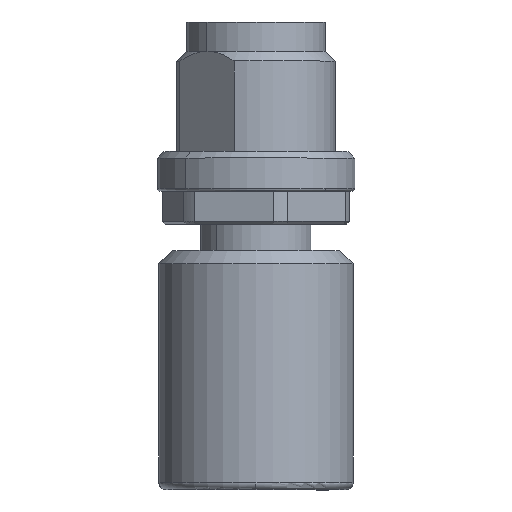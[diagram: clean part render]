
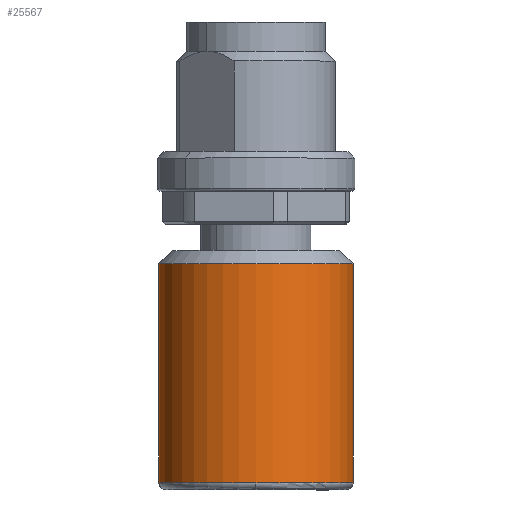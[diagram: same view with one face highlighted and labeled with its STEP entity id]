
A CAD part, top view. The second image highlights one B-rep face of the part: STEP entity #25567.
In plain terms, the highlighted cylindrical face has radius 7.35 mm (diameter 14.7 mm), a partial arc.
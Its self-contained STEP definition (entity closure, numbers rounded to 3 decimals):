
#596 = VERTEX_POINT ( 'NONE', #24786 ) ;
#648 = CARTESIAN_POINT ( 'NONE',  ( 0., 17.1, 47.1 ) ) ;
#877 = CIRCLE ( 'NONE', #11670, 7.35 ) ;
#1371 = DIRECTION ( 'NONE',  ( 0., -1., 0. ) ) ;
#1816 = AXIS2_PLACEMENT_3D ( 'NONE', #13023, #26491, #1884 ) ;
#1884 = DIRECTION ( 'NONE',  ( -1., 0., 0. ) ) ;
#2338 = ORIENTED_EDGE ( 'NONE', *, *, #27315, .F. ) ;
#2914 = EDGE_LOOP ( 'NONE', ( #2338, #6431, #23039, #8529, #24344 ) ) ;
#3475 = CIRCLE ( 'NONE', #24042, 7.35 ) ;
#4987 = LINE ( 'NONE', #27119, #16232 ) ;
#5184 = DIRECTION ( 'NONE',  ( 1., 0., 0. ) ) ;
#6431 = ORIENTED_EDGE ( 'NONE', *, *, #19244, .F. ) ;
#8529 = ORIENTED_EDGE ( 'NONE', *, *, #27757, .F. ) ;
#8770 = FACE_OUTER_BOUND ( 'NONE', #2914, .T. ) ;
#8900 = LINE ( 'NONE', #13455, #25492 ) ;
#9554 = CARTESIAN_POINT ( 'NONE',  ( -7.35, 17.1, 47.1 ) ) ;
#9697 = AXIS2_PLACEMENT_3D ( 'NONE', #27087, #15965, #24900 ) ;
#10012 = VERTEX_POINT ( 'NONE', #23937 ) ;
#10196 = VERTEX_POINT ( 'NONE', #9554 ) ;
#10429 = VERTEX_POINT ( 'NONE', #18783 ) ;
#11670 = AXIS2_PLACEMENT_3D ( 'NONE', #648, #25541, #5184 ) ;
#11751 = DIRECTION ( 'NONE',  ( 0., -1., 0. ) ) ;
#12511 = DIRECTION ( 'NONE',  ( 0., 0., 1. ) ) ;
#13023 = CARTESIAN_POINT ( 'NONE',  ( 0., 17.5, 47.1 ) ) ;
#13455 = CARTESIAN_POINT ( 'NONE',  ( -7.35, 17.5, 47.1 ) ) ;
#15477 = EDGE_CURVE ( 'NONE', #596, #10012, #3475, .T. ) ;
#15965 = DIRECTION ( 'NONE',  ( 0., -1., 0. ) ) ;
#16232 = VECTOR ( 'NONE', #11751, 1000. ) ;
#17473 = CARTESIAN_POINT ( 'NONE',  ( 0., 0.5, 47.1 ) ) ;
#18783 = CARTESIAN_POINT ( 'NONE',  ( 7.35, 17.1, 47.1 ) ) ;
#19244 = EDGE_CURVE ( 'NONE', #10196, #10429, #877, .T. ) ;
#19540 = CIRCLE ( 'NONE', #9697, 7.35 ) ;
#19760 = CYLINDRICAL_SURFACE ( 'NONE', #1816, 7.35 ) ;
#20563 = VERTEX_POINT ( 'NONE', #22921 ) ;
#20705 = EDGE_CURVE ( 'NONE', #10196, #20563, #8900, .T. ) ;
#22379 = DIRECTION ( 'NONE',  ( 0., -1., 0. ) ) ;
#22921 = CARTESIAN_POINT ( 'NONE',  ( -7.35, 0.5, 47.1 ) ) ;
#23039 = ORIENTED_EDGE ( 'NONE', *, *, #20705, .T. ) ;
#23937 = CARTESIAN_POINT ( 'NONE',  ( 0., 0.5, 54.45 ) ) ;
#24042 = AXIS2_PLACEMENT_3D ( 'NONE', #17473, #1371, #12511 ) ;
#24344 = ORIENTED_EDGE ( 'NONE', *, *, #15477, .F. ) ;
#24786 = CARTESIAN_POINT ( 'NONE',  ( 7.35, 0.5, 47.1 ) ) ;
#24900 = DIRECTION ( 'NONE',  ( 0., 0., 1. ) ) ;
#25492 = VECTOR ( 'NONE', #22379, 1000. ) ;
#25541 = DIRECTION ( 'NONE',  ( 0., 1., 0. ) ) ;
#25567 = ADVANCED_FACE ( 'NONE', ( #8770 ), #19760, .T. ) ;
#26491 = DIRECTION ( 'NONE',  ( 0., -1., 0. ) ) ;
#27087 = CARTESIAN_POINT ( 'NONE',  ( 0., 0.5, 47.1 ) ) ;
#27119 = CARTESIAN_POINT ( 'NONE',  ( 7.35, 17.5, 47.1 ) ) ;
#27315 = EDGE_CURVE ( 'NONE', #10429, #596, #4987, .T. ) ;
#27757 = EDGE_CURVE ( 'NONE', #10012, #20563, #19540, .T. ) ;
